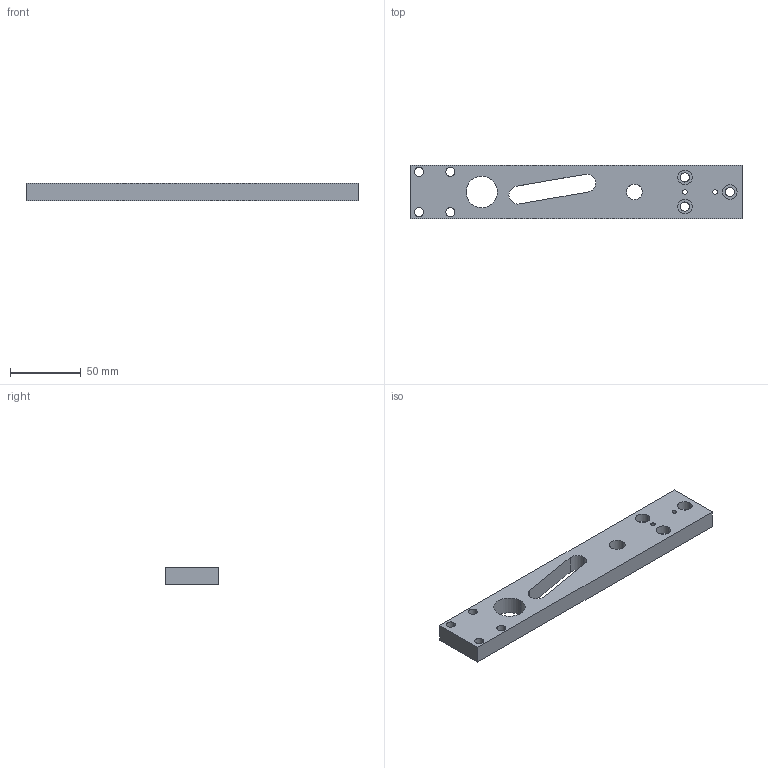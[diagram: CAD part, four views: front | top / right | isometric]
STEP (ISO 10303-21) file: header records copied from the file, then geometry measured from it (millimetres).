
FILE_DESCRIPTION(('produced by SPATIAL CORP'),'2;1');
FILE_NAME( 'linkage_arm_43.prt.hh.sat.stp','2002-04-19T11:22:22+00:00',( 'SPATIAL CORP'),('SPATIAL CORP'),'ACIS STEP Husk', 'http://www.spatial.com','SPATIAL CORP');
FILE_SCHEMA(('CONFIG_CONTROL_DESIGN'));
Length unit declared in the file: millimetre
Products named in the file (1): PRODUCT_ID_1
Bounding box: 234.95 x 38.1 x 12.7 mm (x, y, z)
Volume: 93908.9 mm3; surface area: 27241.3 mm2
Topology: 1 solids, 1 shells, 43 faces, 114 edges, 76 vertices
Faces by surface type: cylinder 32, plane 11
Entity records: 1475 total; most frequent: DIRECTION 252, ORIENTED_EDGE 228, CARTESIAN_POINT 227, EDGE_CURVE 114, AXIS2_PLACEMENT_3D 101, VERTEX_POINT 76, EDGE_LOOP 70, FACE_BOUND 70
